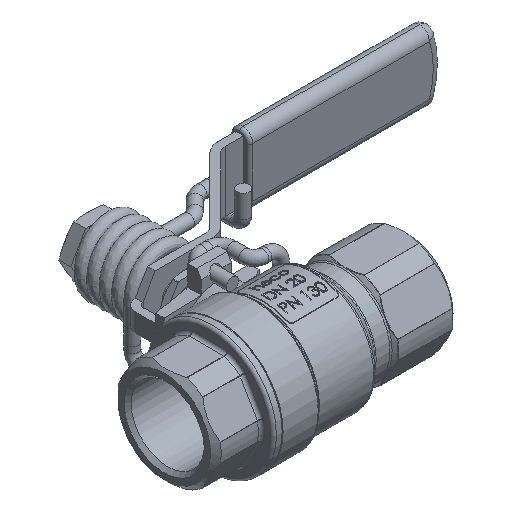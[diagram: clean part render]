
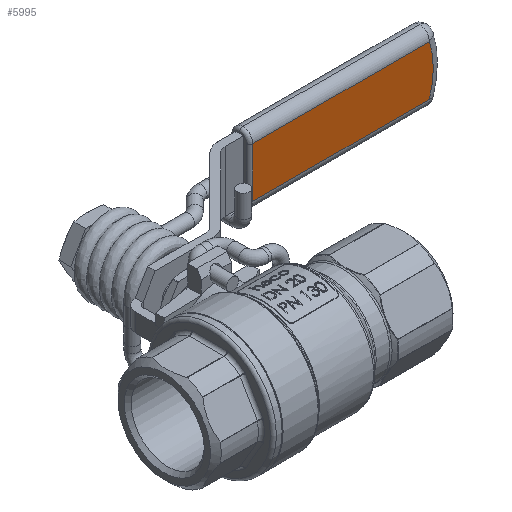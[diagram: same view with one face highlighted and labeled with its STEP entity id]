
A CAD part, isometric view. The second image highlights one B-rep face of the part: STEP entity #5995.
In plain terms, the highlighted planar face has unit normal (0, -1, 0).
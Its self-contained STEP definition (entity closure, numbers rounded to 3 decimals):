
#317 = ORIENTED_EDGE ( 'NONE', *, *, #9630, .T. ) ;
#1006 = CARTESIAN_POINT ( 'NONE',  ( 105.447, 58., 8.251 ) ) ;
#2482 = DIRECTION ( 'NONE',  ( 0., -1., 0. ) ) ;
#4081 = EDGE_CURVE ( 'NONE', #40017, #28933, #24824, .T. ) ;
#5995 = ADVANCED_FACE ( 'NONE', ( #9559 ), #16469, .F. ) ;
#8753 = CARTESIAN_POINT ( 'NONE',  ( 47.142, 58., 11.5 ) ) ;
#9141 = CARTESIAN_POINT ( 'NONE',  ( 105.447, 58., -8.251 ) ) ;
#9559 = FACE_OUTER_BOUND ( 'NONE', #36787, .T. ) ;
#9630 = EDGE_CURVE ( 'NONE', #28933, #18197, #21314, .T. ) ;
#10157 = VECTOR ( 'NONE', #33485, 1000. ) ;
#10752 = DIRECTION ( 'NONE',  ( 1., 0., 0. ) ) ;
#12006 = ORIENTED_EDGE ( 'NONE', *, *, #19573, .T. ) ;
#12489 = AXIS2_PLACEMENT_3D ( 'NONE', #34092, #2482, #16516 ) ;
#13552 = LINE ( 'NONE', #28538, #43477 ) ;
#14989 = ORIENTED_EDGE ( 'NONE', *, *, #4081, .T. ) ;
#16469 = PLANE ( 'NONE',  #17206 ) ;
#16516 = DIRECTION ( 'NONE',  ( -1., 0., 0. ) ) ;
#17206 = AXIS2_PLACEMENT_3D ( 'NONE', #19932, #27112, #27549 ) ;
#18197 = VERTEX_POINT ( 'NONE', #1006 ) ;
#19573 = EDGE_CURVE ( 'NONE', #18197, #30425, #13552, .T. ) ;
#19932 = CARTESIAN_POINT ( 'NONE',  ( 110., 58., 11.5 ) ) ;
#21314 = CIRCLE ( 'NONE', #12489, 26.751 ) ;
#23082 = ORIENTED_EDGE ( 'NONE', *, *, #44917, .T. ) ;
#24824 = LINE ( 'NONE', #32197, #44203 ) ;
#25363 = CARTESIAN_POINT ( 'NONE',  ( 47.142, 58., 8.251 ) ) ;
#27112 = DIRECTION ( 'NONE',  ( 0., 1., 0. ) ) ;
#27549 = DIRECTION ( 'NONE',  ( -1., 0., 0. ) ) ;
#28538 = CARTESIAN_POINT ( 'NONE',  ( 110., 58., 8.251 ) ) ;
#28933 = VERTEX_POINT ( 'NONE', #9141 ) ;
#30159 = CARTESIAN_POINT ( 'NONE',  ( 47.142, 58., -8.251 ) ) ;
#30425 = VERTEX_POINT ( 'NONE', #25363 ) ;
#32197 = CARTESIAN_POINT ( 'NONE',  ( 107.708, 58., -8.251 ) ) ;
#33485 = DIRECTION ( 'NONE',  ( 0., 0., -1. ) ) ;
#34092 = CARTESIAN_POINT ( 'NONE',  ( 80., 58., 0. ) ) ;
#36787 = EDGE_LOOP ( 'NONE', ( #12006, #23082, #14989, #317 ) ) ;
#40017 = VERTEX_POINT ( 'NONE', #30159 ) ;
#40430 = LINE ( 'NONE', #8753, #10157 ) ;
#43477 = VECTOR ( 'NONE', #45612, 1000. ) ;
#44203 = VECTOR ( 'NONE', #10752, 1000. ) ;
#44917 = EDGE_CURVE ( 'NONE', #30425, #40017, #40430, .T. ) ;
#45612 = DIRECTION ( 'NONE',  ( -1., 0., 0. ) ) ;
